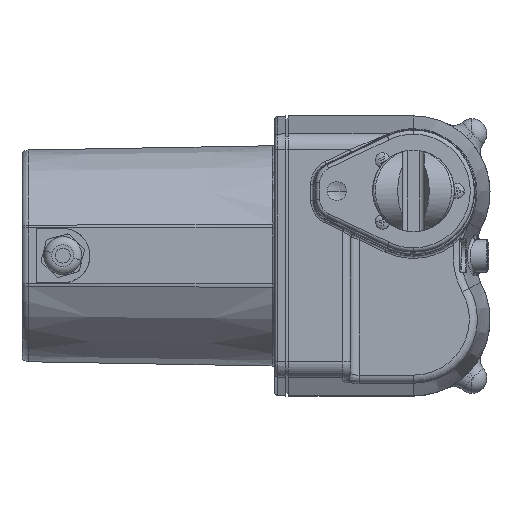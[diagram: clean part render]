
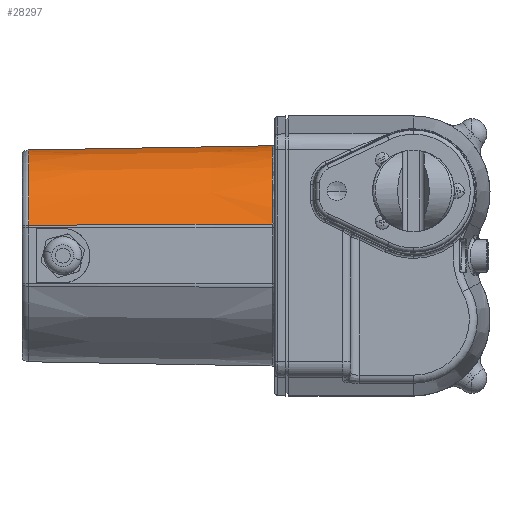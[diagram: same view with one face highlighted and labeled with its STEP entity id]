
A CAD part, top view. The second image highlights one B-rep face of the part: STEP entity #28297.
In plain terms, the highlighted conical face has half-angle 1 degrees and reference radius 41 mm.
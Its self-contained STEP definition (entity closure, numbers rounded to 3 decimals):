
#2556 = DIRECTION ( 'NONE',  ( 1., 0.005, 0.017 ) ) ;
#2557 = VECTOR ( 'NONE', #2556, 1000. ) ;
#2558 = CARTESIAN_POINT ( 'NONE',  ( -24.009, 11.792, 39.268 ) ) ;
#2559 = LINE ( 'NONE', #2558, #2557 ) ;
#2560 = CARTESIAN_POINT ( 'NONE',  ( -51.983, 11.652, 38.8 ) ) ;
#3145 = DIRECTION ( 'NONE',  ( 0., 1., 0. ) ) ;
#3146 = AXIS2_PLACEMENT_3D ( 'NONE', #3157, #3155, #3145 ) ;
#3153 = CONICAL_SURFACE ( 'NONE', #3146, 41., 0.017 ) ;
#3154 = FACE_OUTER_BOUND ( 'NONE', #28300, .T. ) ;
#3155 = DIRECTION ( 'NONE',  ( 1., 0., 0. ) ) ;
#3157 = CARTESIAN_POINT ( 'NONE',  ( -24.009, 0., 0. ) ) ;
#3199 = DIRECTION ( 'NONE',  ( 0., 0., 1. ) ) ;
#3200 = DIRECTION ( 'NONE',  ( -1., 0., 0. ) ) ;
#3201 = CARTESIAN_POINT ( 'NONE',  ( -51.983, 0., 0. ) ) ;
#3202 = AXIS2_PLACEMENT_3D ( 'NONE', #3201, #3200, #3199 ) ;
#3203 = CIRCLE ( 'NONE', #3202, 40.512 ) ;
#7164 = CARTESIAN_POINT ( 'NONE',  ( -141.552, 11.202, 37.302 ) ) ;
#7165 = DIRECTION ( 'NONE',  ( 0., 0., -1. ) ) ;
#7166 = DIRECTION ( 'NONE',  ( 1., 0., 0. ) ) ;
#7167 = CARTESIAN_POINT ( 'NONE',  ( -141.552, 0., 0. ) ) ;
#7168 = AXIS2_PLACEMENT_3D ( 'NONE', #7167, #7166, #7165 ) ;
#7169 = CIRCLE ( 'NONE', #7168, 38.948 ) ;
#11449 = CARTESIAN_POINT ( 'NONE',  ( -141.552, 38.948, 0. ) ) ;
#11515 = DIRECTION ( 'NONE',  ( 1., 0.017, 0. ) ) ;
#11516 = VECTOR ( 'NONE', #11515, 1000. ) ;
#11517 = CARTESIAN_POINT ( 'NONE',  ( -24.009, 41., 0. ) ) ;
#11518 = LINE ( 'NONE', #11517, #11516 ) ;
#11598 = CARTESIAN_POINT ( 'NONE',  ( -51.983, 40.512, 0. ) ) ;
#28200 = VERTEX_POINT ( 'NONE', #2560 ) ;
#28202 = EDGE_CURVE ( 'NONE', #31809, #28200, #2559, .T. ) ;
#28297 = ADVANCED_FACE ( 'NONE', ( #3154 ), #3153, .T. ) ;
#28300 = EDGE_LOOP ( 'NONE', ( #28303, #28305, #28306, #28307 ) ) ;
#28303 = ORIENTED_EDGE ( 'NONE', *, *, #34130, .F. ) ;
#28305 = ORIENTED_EDGE ( 'NONE', *, *, #31808, .T. ) ;
#28306 = ORIENTED_EDGE ( 'NONE', *, *, #28202, .T. ) ;
#28307 = ORIENTED_EDGE ( 'NONE', *, *, #28308, .T. ) ;
#28308 = EDGE_CURVE ( 'NONE', #28200, #34171, #3203, .T. ) ;
#31808 = EDGE_CURVE ( 'NONE', #34086, #31809, #7169, .T. ) ;
#31809 = VERTEX_POINT ( 'NONE', #7164 ) ;
#34086 = VERTEX_POINT ( 'NONE', #11449 ) ;
#34130 = EDGE_CURVE ( 'NONE', #34086, #34171, #11518, .T. ) ;
#34171 = VERTEX_POINT ( 'NONE', #11598 ) ;
